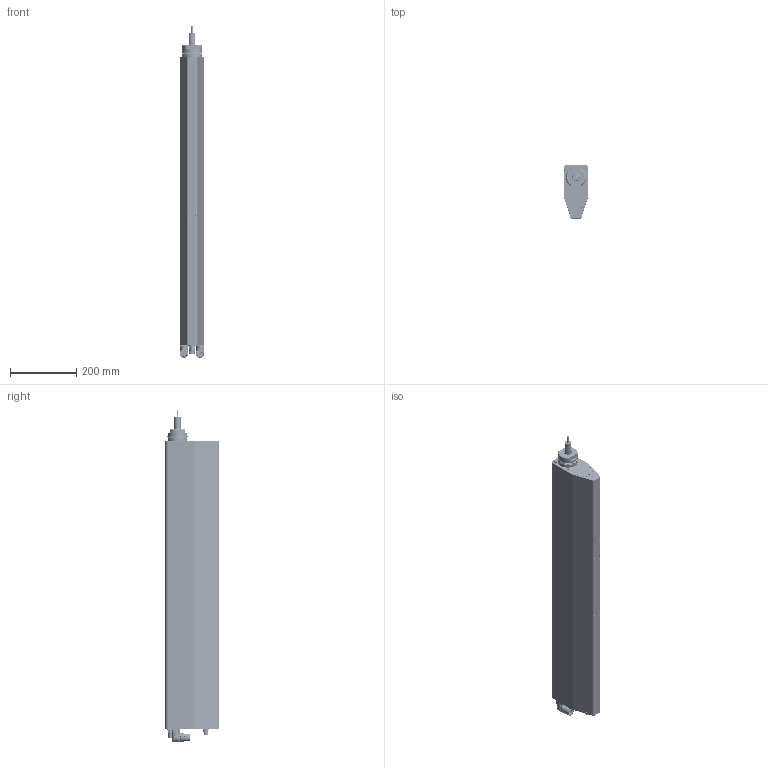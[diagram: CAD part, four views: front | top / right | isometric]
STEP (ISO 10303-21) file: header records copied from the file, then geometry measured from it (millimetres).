
FILE_DESCRIPTION (( 'STEP AP214' ), '1' );
FILE_NAME ('0186-1625_221125_PR02-70x100-C_48x240F-HP-C-150-L15_MS04_TS04_FS00.STEP', '2022-11-25T16:21:22', ( '' ), ( '' ), 'SwSTEP 2.0', 'SolidWorks 2022', '' );
FILE_SCHEMA (( 'AUTOMOTIVE_DESIGN' ));
Length unit declared in the file: millimetre
Products named in the file (4): RS02h-70-DA-582_L05_RS02k-70-DAv-20x380; 0186-1625_221125_PR02-70x100-C_48x240F-HP-C-150-L15_MS04_TS04_FS00; Einzelteil_PR02-70x100-C_48x240F-HP-C-150-L15_MS04_TS04_FS00; Pusher_150
Assembly tree (3 placements, depth 2):
  0186-1625_221125_PR02-70x100-C_48x240F-HP-C-150-L15_MS04_TS04_FS00
    RS02h-70-DA-582_L05_RS02k-70-DAv-20x380
    Einzelteil_PR02-70x100-C_48x240F-HP-C-150-L15_MS04_TS04_FS00
    Pusher_150
Bounding box: 75 x 162.5 x 1001.62 mm (x, y, z)
Volume: 9430320.6 mm3; surface area: 545642 mm2
Topology: 55 solids, 56 shells, 5043 faces, 12784 edges, 7952 vertices
Faces by surface type: cylinder 1801, cone 1576, plane 1412, bspline 208, torus 44, sphere 2
Full cylindrical faces by diameter (mm): 0.8 x8, 1 x28, 1.15 x5, 1.2 x13, 1.3 x1, 1.5 x10, 1.8 x10, 2 x20, 2.05 x12, 2.5 x1, 2.501 x144, 2.6 x8, 2.7 x12, 2.8 x10, 2.9 x8, 3.1 x3, 3.3 x22, 4 x140, 4.5 x10, 5 x395, 5.5 x10, 5.7 x96, 6 x2, 6.1 x3, 6.12 x1, 7.7 x1, 8.3 x1, 8.5 x4, 9 x1, 9.02 x1
Entity records: 213124 total; most frequent: CARTESIAN_POINT 73259, DIRECTION 19960, ORIENTED_EDGE 19168, EDGE_CURVE 9584, AXIS2_PLACEMENT_3D 8205, EDGE_LOOP 7643, VERTEX_POINT 7349, FACE_OUTER_BOUND 5866
